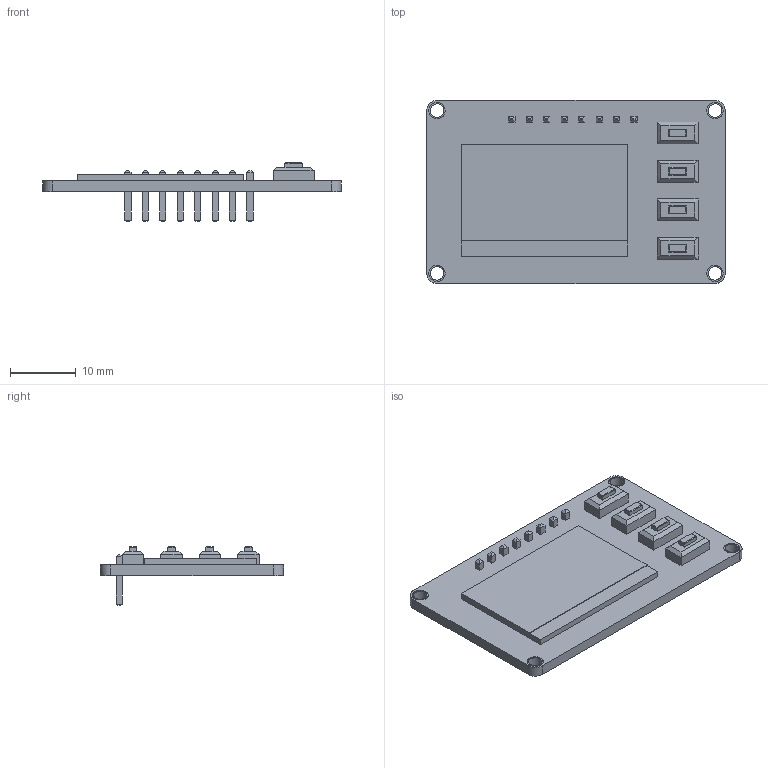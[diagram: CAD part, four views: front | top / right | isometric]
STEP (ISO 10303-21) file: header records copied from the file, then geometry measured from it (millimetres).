
FILE_DESCRIPTION(('FreeCAD Model'),'2;1');
FILE_NAME('Open CASCADE Shape Model','2025-04-25T20:49:45',('FreeCAD'),( 'FreeCAD'),'Open CASCADE STEP processor 7.6','FreeCAD','Unknown');
FILE_SCHEMA(('AUTOMOTIVE_DESIGN { 1 0 10303 214 1 1 1 1 }'));
Length unit declared in the file: millimetre
Products named in the file (1): Open CASCADE STEP translator 7.6 1
Bounding box: 45.52 x 27.93 x 9 mm (x, y, z)
Volume: 2726.3 mm3; surface area: 4067.4 mm2
Topology: 2 solids, 2 shells, 767 faces, 2043 edges, 1330 vertices
Faces by surface type: bspline 767
Entity records: 26297 total; most frequent: CARTESIAN_POINT 13640, ORIENTED_EDGE 4086, EDGE_CURVE 2043, B_SPLINE_CURVE_WITH_KNOTS 2011, VERTEX_POINT 1330, FACE_BOUND 825, EDGE_LOOP 825, ADVANCED_FACE 767
